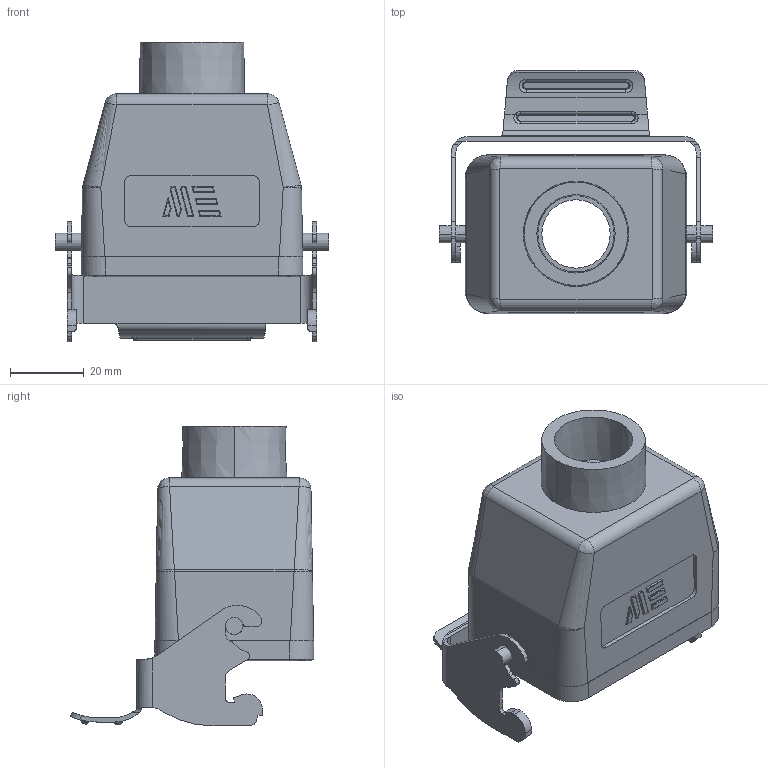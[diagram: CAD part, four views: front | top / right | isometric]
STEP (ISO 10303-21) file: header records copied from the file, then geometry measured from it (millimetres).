
FILE_DESCRIPTION (( 'STEP AP203' ), '1' );
FILE_NAME ('291403005S.step', '2025-02-12T17:52:07', ( '' ), ( '' ), 'SwSTEP 2.0', 'SolidWorks 2024', '' );
FILE_SCHEMA (( 'CONFIG_CONTROL_DESIGN' ));
Length unit declared in the file: inch
Products named in the file (1): 291403005S
Bounding box: 74 x 65.9 x 81.05 mm (x, y, z)
Volume: 43640.2 mm3; surface area: 31471.6 mm2
Topology: 1 solids, 2 shells, 479 faces, 1222 edges, 770 vertices
Faces by surface type: cylinder 200, plane 199, bspline 68, cone 12
Entity records: 17371 total; most frequent: CARTESIAN_POINT 6379, ORIENTED_EDGE 2436, DIRECTION 2031, EDGE_CURVE 1218, VERTEX_POINT 770, VECTOR 707, LINE 707, AXIS2_PLACEMENT_3D 662
